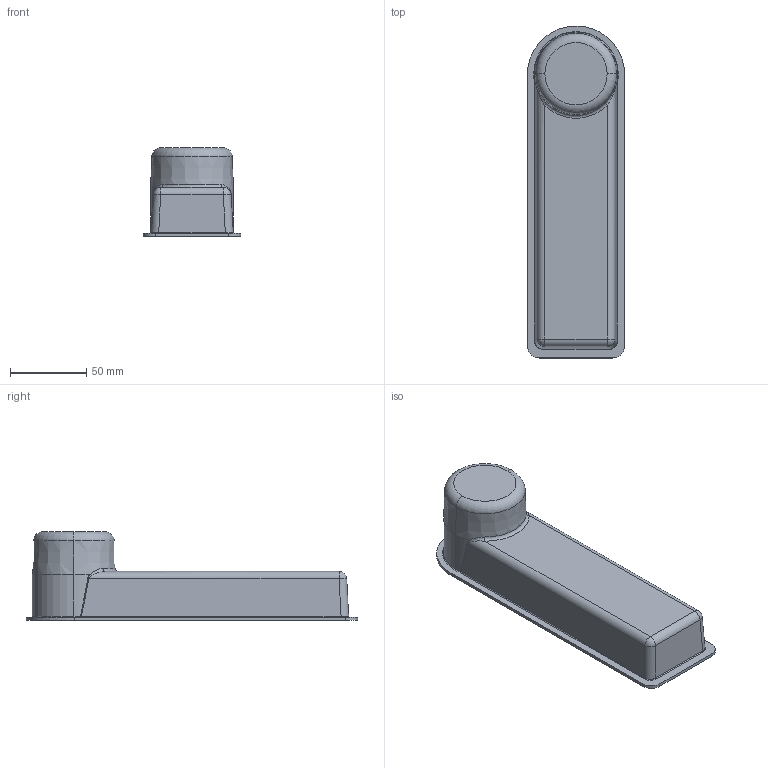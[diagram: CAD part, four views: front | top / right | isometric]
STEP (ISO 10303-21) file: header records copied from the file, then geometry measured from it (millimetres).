
FILE_DESCRIPTION (( 'STEP AP214' ), '1' );
FILE_NAME ('PROTECTION MOTEUR ET ALIM.STEP', '2020-06-12T07:23:24', ( '' ), ( '' ), 'SwSTEP 2.0', 'SolidWorks 2014', '' );
FILE_SCHEMA (( 'AUTOMOTIVE_DESIGN' ));
Length unit declared in the file: millimetre
Products named in the file (1): PROTECTION MOTEUR ET ALIM
Bounding box: 64 x 218.06 x 58 mm (x, y, z)
Volume: 60634.6 mm3; surface area: 61694.2 mm2
Topology: 1 solids, 1 shells, 84 faces, 192 edges, 112 vertices
Faces by surface type: cylinder 25, bspline 24, plane 15, torus 12, cone 4, sphere 4
Entity records: 2908 total; most frequent: CARTESIAN_POINT 1159, ORIENTED_EDGE 384, DIRECTION 342, EDGE_CURVE 192, AXIS2_PLACEMENT_3D 145, VERTEX_POINT 112, EDGE_LOOP 86, FACE_OUTER_BOUND 84
